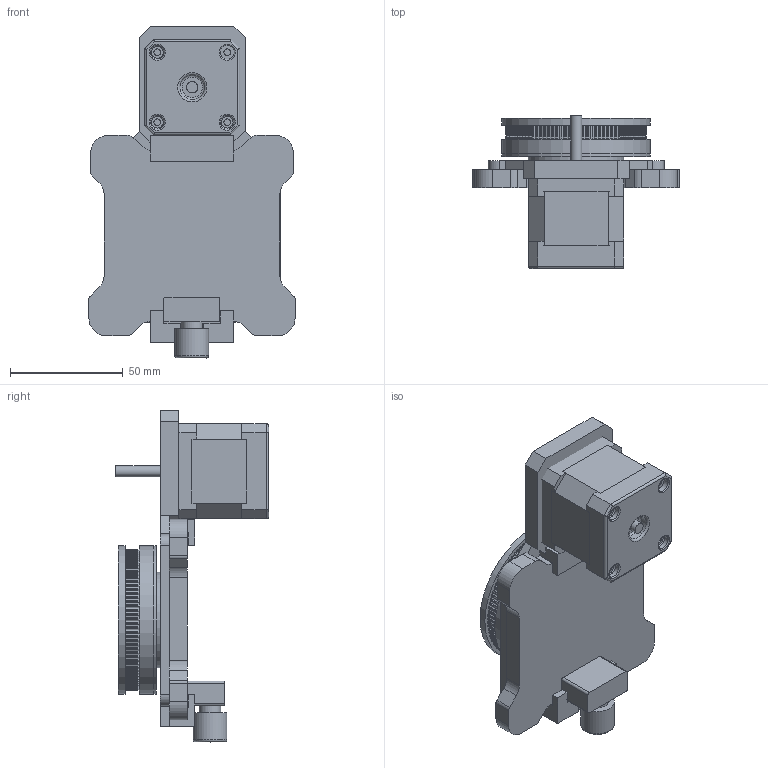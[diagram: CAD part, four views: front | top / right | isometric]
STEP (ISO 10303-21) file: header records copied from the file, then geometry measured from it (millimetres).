
FILE_DESCRIPTION(/* description */ (''),/* implementation_level */ '2;1');
FILE_NAME(/* name */ 'sliding_plate_assy.step',/* time_stamp */ '2021-06-23T15:00:48+07:00',/* author */ (''),/* organization */ (''),/* preprocessor_version */ 'ST-DEVELOPER v18.1',/* originating_system */ 'Autodesk Translation Framework v10.9.0.1377',/* authorisation */ '');
FILE_SCHEMA (('AUTOMOTIVE_DESIGN { 1 0 10303 214 3 1 1 }'));
Length unit declared in the file: millimetre
Products named in the file (11): PanMount; Base mount; inner_bearing_holder; inner bearing holder washer; NEMA 17 with T5 Pulley; Base; Cuerpo; Tapa; Eje; Ball head mount v2; GT2 Timing Pulley generator v4
Assembly tree (10 placements, depth 3):
  PanMount
    Base mount
      inner_bearing_holder
      inner bearing holder washer
    NEMA 17 with T5 Pulley
      Base
      Cuerpo
      Tapa
      Eje
    Ball head mount v2
      GT2 Timing Pulley generator v4
Bounding box: 91.5 x 68 x 147.27 mm (x, y, z)
Volume: 223902.5 mm3; surface area: 87523.2 mm2
Topology: 13 solids, 13 shells, 937 faces, 2588 edges, 1712 vertices
Faces by surface type: cylinder 715, plane 187, torus 20, cone 14, bspline 1
Full cylindrical faces by diameter (mm): 1.75 x4, 2 x1, 2.75 x12, 3 x8, 4.5 x2, 5 x3, 5.98 x1, 6 x1, 6.2 x4, 9.5 x1, 11 x2, 15 x1, 19.48 x2, 22 x1, 39.48 x1, 42.48 x2, 48.98 x2, 50.5 x2, 51.98 x1, 66 x3
Entity records: 31122 total; most frequent: DIRECTION 5990, CARTESIAN_POINT 5264, ORIENTED_EDGE 5176, EDGE_CURVE 2588, AXIS2_PLACEMENT_3D 2444, VERTEX_POINT 1712, CIRCLE 1470, LINE 1102
